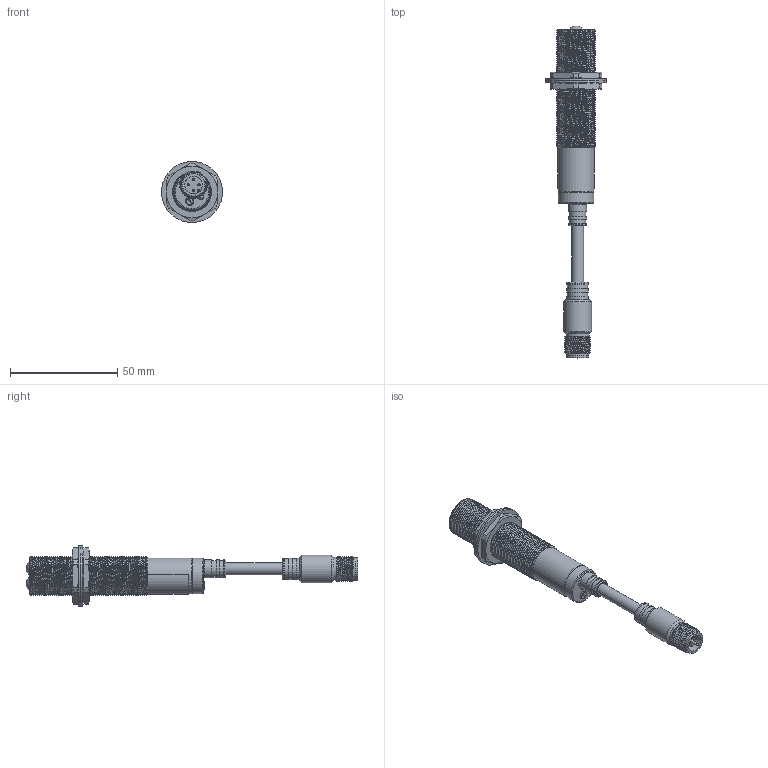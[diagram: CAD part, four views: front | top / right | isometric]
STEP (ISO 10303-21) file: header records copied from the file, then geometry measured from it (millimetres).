
FILE_DESCRIPTION(/* description */ ('Unknown'),/* implementation_level */ '2;1');
FILE_NAME(/* name */ '_VBO-M18-76VR',/* time_stamp */ '2021-09-30T11:51:14+05:00',/* author */ ('Unknown'),/* organization */ ('Unknown'),/* preprocessor_version */ 'ST-DEVELOPER v16.7',/* originating_system */ 'Solid Edge',/* authorisation */ 'Unknown');
FILE_SCHEMA (('AUTOMOTIVE_DESIGN {1 0 10303 214 3 1 1}'));
Length unit declared in the file: millimetre
Products named in the file (25): 12.067.000 (覆); Ñáîðêà Ì; 12.304.101; Ã1.013 (Êîëïà÷îê); Ä2.004 Äåðæàòåëü; BP-103-4; SFH4841-S ñâåòîäèîä; Ïëàòà; À0.184 (Êîðïóñ); Ê0.009 Óäëèíèòåëü ðåãóëèðîâî÷íîãî ðåçèñòîðà; 椯鴀殣罻; Êîëüöî 13,0õ1,0 (013-015-10); Ê1.004 Ãàéêà Ì18õ1; 謥賥嚦闉 3266W; L-34ID êðàñíûé íîæêè 6 ìì; ﾊ2.001 ﾘ琺矜 ⅰⅱ浯; 12.067.101 (Âèëêà ðàçúåìà); À3.018 Ïåðåõîäíèê; Êîëüöî 006-008-14-2-2 (äëÿ ÷åðòåæà); 10.010.100; Êîðïóñ âèëêè äëÿ 10.010.100; Ý0.001 (äëÿ ñáîðêè); Ý6.030 (Êàáåëü) ; Á0.102 Êðûøêà; Êîëüöî 1,50õ1,0 (001,5-003,5-1,0)
Assembly tree (30 placements, depth 4):
  12.067.000 (覆)
    Ñáîðêà Ì
      12.304.101
        Ã1.013 (Êîëïà÷îê)
        Ä2.004 Äåðæàòåëü
        BP-103-4
        SFH4841-S ñâåòîäèîä
      Ïëàòà
    À0.184 (Êîðïóñ)
    Ê0.009 Óäëèíèòåëü ðåãóëèðîâî÷íîãî ðåçèñòîðà
    椯鴀殣罻
    Êîëüöî 13,0õ1,0 (013-015-10)  x2
    Ê1.004 Ãàéêà Ì18õ1  x2
    謥賥嚦闉 3266W
    L-34ID êðàñíûé íîæêè 6 ìì
    ﾊ2.001 ﾘ琺矜 ⅰⅱ浯  x2
    12.067.101 (Âèëêà ðàçúåìà)
      À3.018 Ïåðåõîäíèê
      Êîëüöî 006-008-14-2-2 (äëÿ ÷åðòåæà)
      10.010.100
        Êîðïóñ âèëêè äëÿ 10.010.100
        Ý0.001 (äëÿ ñáîðêè)  x4
      Ý6.030 (Êàáåëü) 
    Á0.102 Êðûøêà
    Êîëüöî 1,50õ1,0 (001,5-003,5-1,0)
Bounding box: 28.49 x 155.09 x 28.49 mm (x, y, z)
Volume: 17516.7 mm3; surface area: 27093.1 mm2
Topology: 26 solids, 26 shells, 790 faces, 1911 edges, 1270 vertices
Faces by surface type: plane 367, cylinder 317, cone 55, torus 28, bspline 18, sphere 5
Full cylindrical faces by diameter (mm): 0.4 x6, 0.45 x5, 0.5 x4, 0.8 x4, 1 x24, 1.2 x4, 1.385 x2, 1.4 x17, 1.416 x1, 1.78 x1, 1.8 x8, 2.15 x1, 2.4 x1, 3 x2, 3.5 x2, 3.55 x1, 4.25 x1, 4.3 x1, 5.6 x1, 5.7 x1, 7.5 x1, 7.8 x2, 8 x1, 8.2 x1, 8.3 x1, 8.4 x3, 9.5 x2, 9.6 x3, 10 x3, 10.5 x1
Entity records: 27096 total; most frequent: CARTESIAN_POINT 11495, DIRECTION 3052, ORIENTED_EDGE 2580, EDGE_CURVE 1290, AXIS2_PLACEMENT_3D 1229, VERTEX_POINT 946, FACE_BOUND 898, EDGE_LOOP 893
